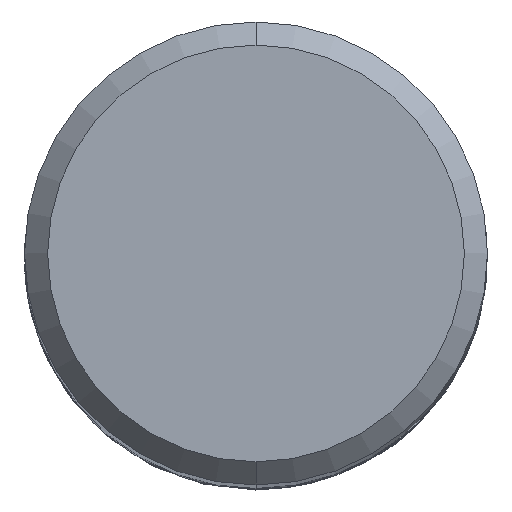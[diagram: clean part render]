
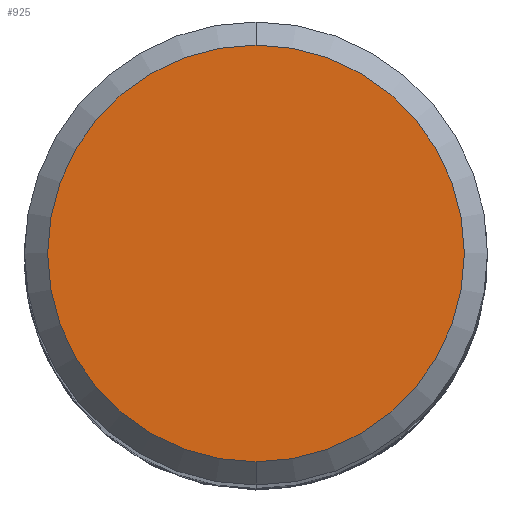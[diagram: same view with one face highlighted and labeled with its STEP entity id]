
A CAD part, top view. The second image highlights one B-rep face of the part: STEP entity #925.
In plain terms, the highlighted planar face has unit normal (0, 0, 1).
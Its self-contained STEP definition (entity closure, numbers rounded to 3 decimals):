
#789=EDGE_CURVE('',#831,#1295,#1744,.T.);
#831=VERTEX_POINT('',#1789);
#901=EDGE_CURVE('',#1295,#831,#1865,.T.);
#925=ADVANCED_FACE('',(#1890),#1891,.T.);
#1295=VERTEX_POINT('',#2296);
#1744=CIRCLE('',#6448,5.4);
#1789=CARTESIAN_POINT('',(0.,-5.4,0.0));
#1865=CIRCLE('',#7475,5.4);
#1890=FACE_OUTER_BOUND('',#7589,.T.);
#1891=PLANE('',#7590);
#2296=CARTESIAN_POINT('',(0.0,5.4,0.0));
#6448=AXIS2_PLACEMENT_3D('',#13923,#13924,#13925);
#7475=AXIS2_PLACEMENT_3D('',#14025,#14026,#14027);
#7589=EDGE_LOOP('',(#14042,#14043));
#7590=AXIS2_PLACEMENT_3D('',#14044,#14045,#14046);
#13923=CARTESIAN_POINT('',(0.0,0.0,0.0));
#13924=DIRECTION('',(0.0,0.0,-1.0));
#13925=DIRECTION('',(0.0,1.0,0.0));
#14025=CARTESIAN_POINT('',(0.0,0.0,0.0));
#14026=DIRECTION('',(0.0,0.0,-1.0));
#14027=DIRECTION('',(0.0,1.0,0.0));
#14042=ORIENTED_EDGE('',*,*,#901,.F.);
#14043=ORIENTED_EDGE('',*,*,#789,.F.);
#14044=CARTESIAN_POINT('',(0.0,2.7,0.0));
#14045=DIRECTION('',(-0.0,0.0,1.0));
#14046=DIRECTION('',(0.0,-1.0,0.0));
